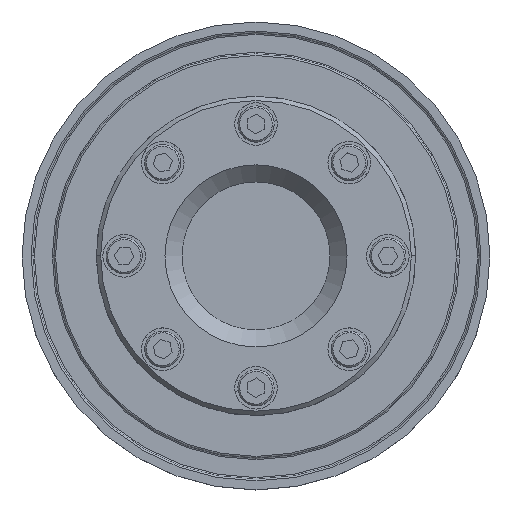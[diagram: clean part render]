
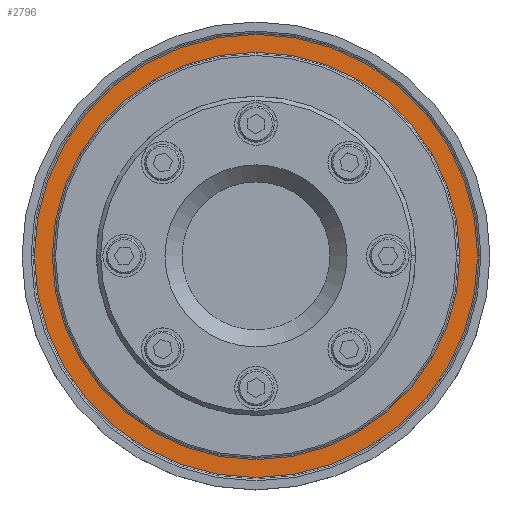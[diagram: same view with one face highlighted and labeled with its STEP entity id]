
A CAD part, top view. The second image highlights one B-rep face of the part: STEP entity #2796.
In plain terms, the highlighted planar face has unit normal (0, 0, 1).
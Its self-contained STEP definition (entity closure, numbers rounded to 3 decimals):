
#220 = CARTESIAN_POINT ( 'NONE',  ( -52.095, 0., -2.057 ) ) ;
#457 = DIRECTION ( 'NONE',  ( 1., 0., 0. ) ) ;
#989 = VERTEX_POINT ( 'NONE', #6864 ) ;
#1358 = CIRCLE ( 'NONE', #2728, 52.095 ) ;
#1401 = CIRCLE ( 'NONE', #2198, 52.095 ) ;
#1439 = AXIS2_PLACEMENT_3D ( 'NONE', #2381, #5795, #1814 ) ;
#1450 = ORIENTED_EDGE ( 'NONE', *, *, #2435, .F. ) ;
#1568 = FACE_OUTER_BOUND ( 'NONE', #4450, .T. ) ;
#1812 = CIRCLE ( 'NONE', #1439, 47.879 ) ;
#1814 = DIRECTION ( 'NONE',  ( 1., 0., 0. ) ) ;
#1932 = EDGE_CURVE ( 'NONE', #989, #3004, #7246, .T. ) ;
#2198 = AXIS2_PLACEMENT_3D ( 'NONE', #7280, #3871, #457 ) ;
#2258 = DIRECTION ( 'NONE',  ( 0., 0., 1. ) ) ;
#2381 = CARTESIAN_POINT ( 'NONE',  ( 0., 0., -2.057 ) ) ;
#2435 = EDGE_CURVE ( 'NONE', #3004, #989, #1812, .T. ) ;
#2531 = DIRECTION ( 'NONE',  ( 0., 0., 1. ) ) ;
#2630 = DIRECTION ( 'NONE',  ( 1., 0., 0. ) ) ;
#2728 = AXIS2_PLACEMENT_3D ( 'NONE', #5948, #2531, #6533 ) ;
#2796 = ADVANCED_FACE ( 'NONE', ( #1568, #5939 ), #6333, .T. ) ;
#3004 = VERTEX_POINT ( 'NONE', #7059 ) ;
#3170 = ORIENTED_EDGE ( 'NONE', *, *, #5070, .T. ) ;
#3219 = CARTESIAN_POINT ( 'NONE',  ( 0., 0., -2.057 ) ) ;
#3399 = VERTEX_POINT ( 'NONE', #220 ) ;
#3584 = AXIS2_PLACEMENT_3D ( 'NONE', #3219, #6631, #2630 ) ;
#3871 = DIRECTION ( 'NONE',  ( 0., 0., 1. ) ) ;
#4004 = CARTESIAN_POINT ( 'NONE',  ( 52.095, 0., -2.057 ) ) ;
#4450 = EDGE_LOOP ( 'NONE', ( #5889, #3170 ) ) ;
#5070 = EDGE_CURVE ( 'NONE', #3399, #6181, #1358, .T. ) ;
#5680 = DIRECTION ( 'NONE',  ( 1., 0., 0. ) ) ;
#5795 = DIRECTION ( 'NONE',  ( 0., 0., 1. ) ) ;
#5889 = ORIENTED_EDGE ( 'NONE', *, *, #6024, .T. ) ;
#5939 = FACE_BOUND ( 'NONE', #6971, .T. ) ;
#5948 = CARTESIAN_POINT ( 'NONE',  ( 0., 0., -2.057 ) ) ;
#5967 = ORIENTED_EDGE ( 'NONE', *, *, #1932, .F. ) ;
#6024 = EDGE_CURVE ( 'NONE', #6181, #3399, #1401, .T. ) ;
#6181 = VERTEX_POINT ( 'NONE', #4004 ) ;
#6259 = CARTESIAN_POINT ( 'NONE',  ( 47.879, 0., -2.057 ) ) ;
#6333 = PLANE ( 'NONE',  #7268 ) ;
#6533 = DIRECTION ( 'NONE',  ( 1., 0., 0. ) ) ;
#6631 = DIRECTION ( 'NONE',  ( 0., 0., 1. ) ) ;
#6864 = CARTESIAN_POINT ( 'NONE',  ( -47.879, 0., -2.057 ) ) ;
#6971 = EDGE_LOOP ( 'NONE', ( #1450, #5967 ) ) ;
#7059 = CARTESIAN_POINT ( 'NONE',  ( 47.879, 0., -2.057 ) ) ;
#7246 = CIRCLE ( 'NONE', #3584, 47.879 ) ;
#7268 = AXIS2_PLACEMENT_3D ( 'NONE', #6259, #2258, #5680 ) ;
#7280 = CARTESIAN_POINT ( 'NONE',  ( 0., 0., -2.057 ) ) ;
